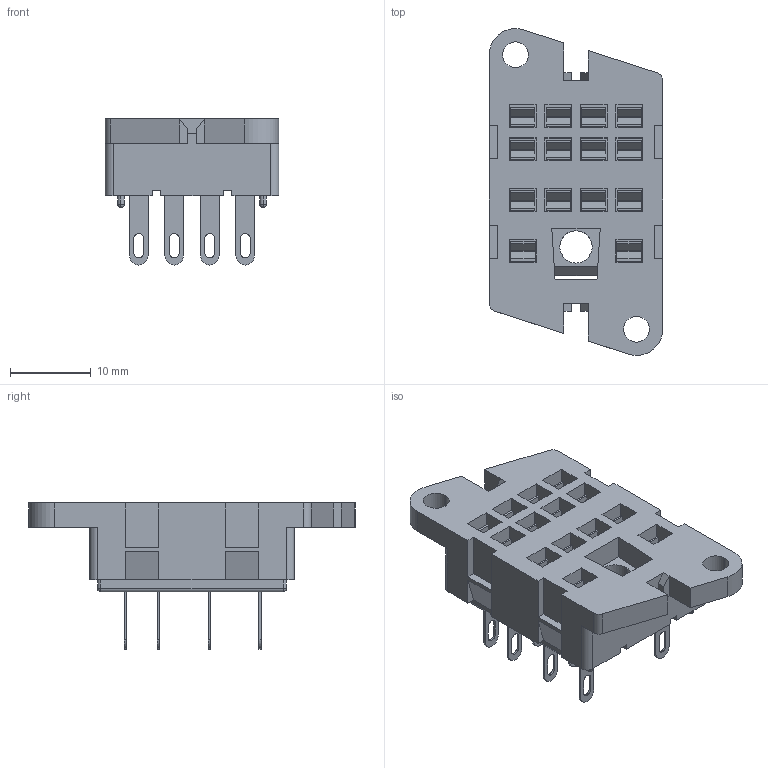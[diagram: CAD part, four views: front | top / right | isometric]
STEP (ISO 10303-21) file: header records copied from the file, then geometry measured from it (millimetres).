
FILE_DESCRIPTION (( 'STEP AP214' ), '1' );
FILE_NAME ('G4.STEP', '2014-10-03T09:49:26', ( '' ), ( '' ), 'SwSTEP 2.0', 'SolidWorks 2012', '' );
FILE_SCHEMA (( 'AUTOMOTIVE_DESIGN' ));
Length unit declared in the file: millimetre
Products named in the file (1): G4
Bounding box: 21.5 x 40.5 x 18.1 mm (x, y, z)
Volume: 4514.7 mm3; surface area: 6257.2 mm2
Topology: 1 solids, 1 shells, 1037 faces, 3007 edges, 1964 vertices
Faces by surface type: plane 765, cylinder 138, bspline 126, sphere 8
Entity records: 51312 total; most frequent: CARTESIAN_POINT 13591, ORIENTED_EDGE 5998, DIRECTION 4853, EDGE_CURVE 2999, LINE 2465, VECTOR 2465, VERTEX_POINT 1964, AXIS2_PLACEMENT_3D 1194
